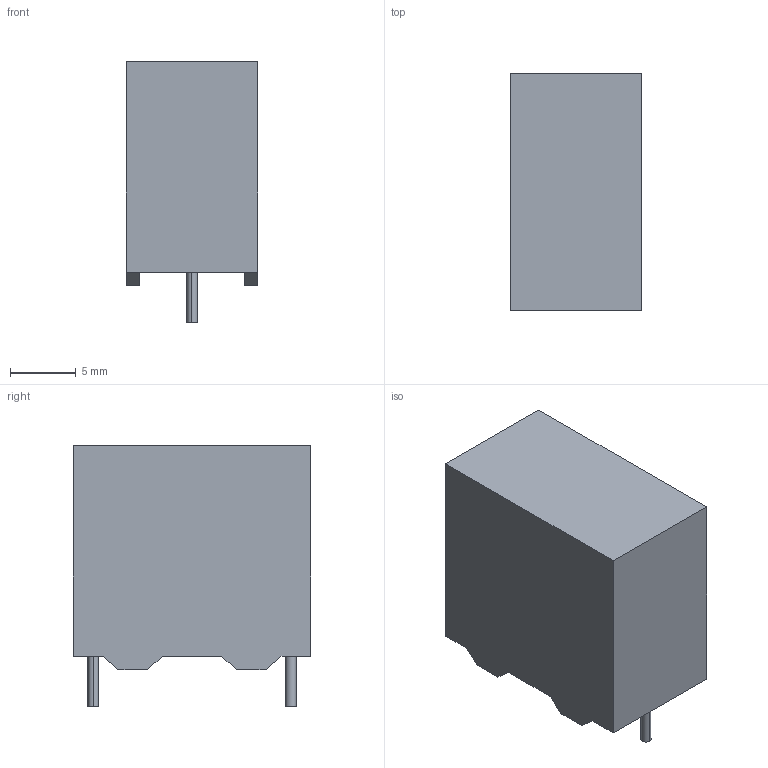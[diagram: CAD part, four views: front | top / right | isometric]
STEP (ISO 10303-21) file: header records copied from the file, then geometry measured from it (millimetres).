
FILE_DESCRIPTION (( 'STEP AP214' ), '1' );
FILE_NAME ('User Library-Hua Jung MKP-684K0305AB1151-P.STEP', '2018-12-06T06:53:22', ( '' ), ( '' ), 'SwSTEP 2.0', 'SolidWorks 2018', '' );
FILE_SCHEMA (( 'AUTOMOTIVE_DESIGN' ));
Length unit declared in the file: millimetre
Products named in the file (1): User Library-Hua Jung MKP-684K0305AB1151-P
Bounding box: 10 x 18 x 19.81 mm (x, y, z)
Volume: 2897.4 mm3; surface area: 1305.5 mm2
Topology: 1 solids, 1 shells, 958 faces, 2464 edges, 1592 vertices
Faces by surface type: plane 507, bspline 421, cylinder 30
Entity records: 42030 total; most frequent: CARTESIAN_POINT 11106, ORIENTED_EDGE 4928, DIRECTION 2752, EDGE_CURVE 2464, VERTEX_POINT 1592, LINE 1556, VECTOR 1556, EDGE_LOOP 1042
